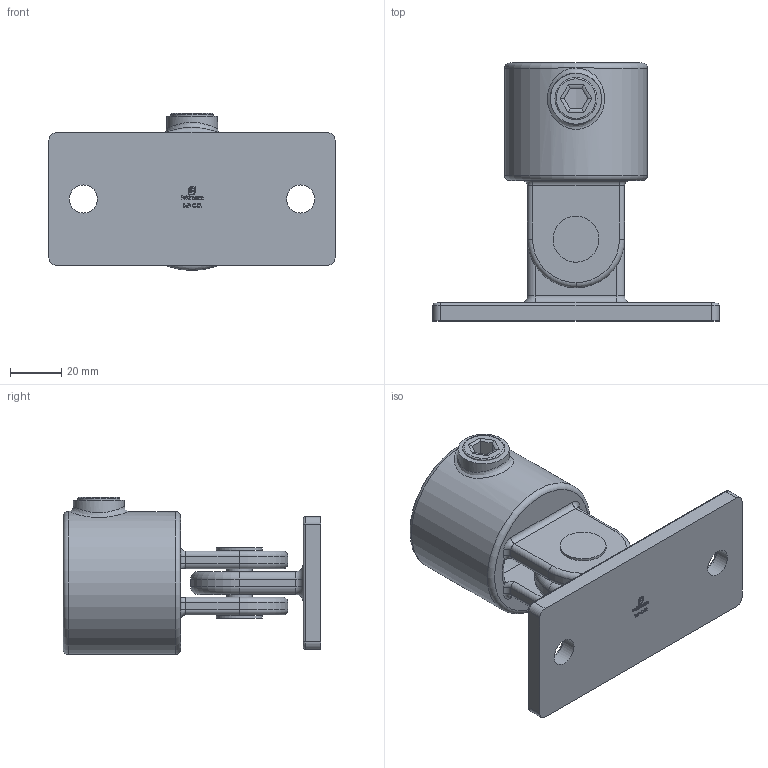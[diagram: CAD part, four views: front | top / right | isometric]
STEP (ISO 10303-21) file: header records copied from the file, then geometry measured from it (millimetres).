
FILE_DESCRIPTION (( 'STEP AP203' ), '1' );
FILE_NAME ('169-C42.STEP', '2024-01-25T12:38:12', ( '' ), ( '' ), 'SwSTEP 2.0', 'SolidWorks 2018', '' );
FILE_SCHEMA (( 'CONFIG_CONTROL_DESIGN' ));
Length unit declared in the file: millimetre
Products named in the file (5): 169-C42; 169-C42 Teil1_169-C42 Teil1; 169-C42 Teil3_169-C42 Teil3; 169-C42 Teil2_169-C42 Teil2; 169-C42 Teil4_169-C42 Teil4
Assembly tree (4 placements, depth 2):
  169-C42
    169-C42 Teil1_169-C42 Teil1
    169-C42 Teil2_169-C42 Teil2
    169-C42 Teil4_169-C42 Teil4
    169-C42 Teil3_169-C42 Teil3
Bounding box: 112 x 101 x 61.5 mm (x, y, z)
Volume: 122806.1 mm3; surface area: 44983.5 mm2
Topology: 4 solids, 4 shells, 372 faces, 952 edges, 613 vertices
Faces by surface type: plane 169, bspline 102, cylinder 62, torus 39
Full cylindrical faces by diameter (mm): 10 x1, 10.5 x3, 11 x2, 15.25 x1, 16.5 x1, 18 x2, 20 x1, 44 x1, 56 x1
Entity records: 16713 total; most frequent: CARTESIAN_POINT 7954, ORIENTED_EDGE 1836, DIRECTION 1388, EDGE_CURVE 918, VERTEX_POINT 605, VECTOR 552, LINE 552, EDGE_LOOP 439
